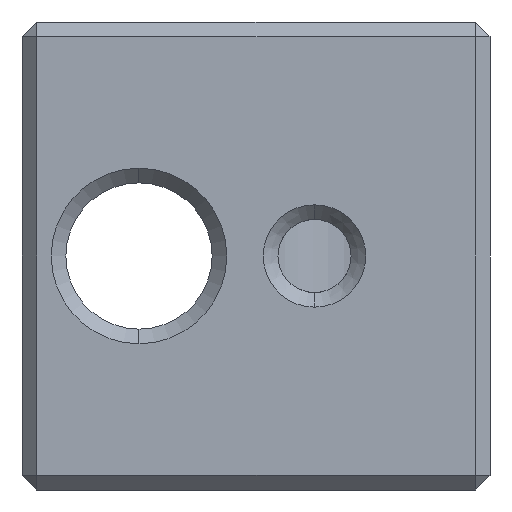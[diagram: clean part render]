
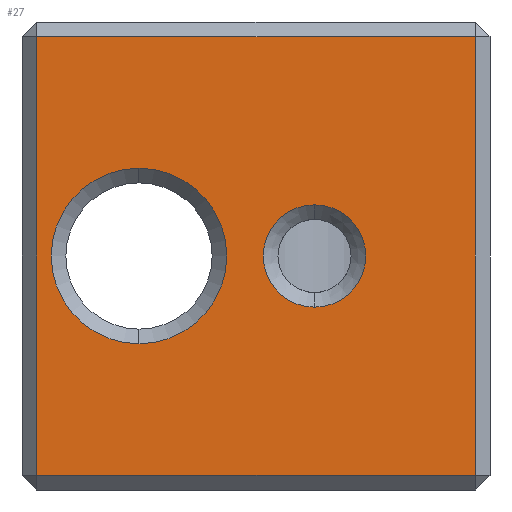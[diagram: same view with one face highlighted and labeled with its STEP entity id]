
A CAD part, front view. The second image highlights one B-rep face of the part: STEP entity #27.
In plain terms, the highlighted planar face has unit normal (0, -1, 0).
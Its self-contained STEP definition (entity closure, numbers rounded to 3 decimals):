
#4 = CARTESIAN_POINT ( 'NONE',  ( -7.5, 0., 7.5 ) ) ;
#27 = ADVANCED_FACE ( 'NONE', ( #1221, #660, #928 ), #1229, .F. ) ;
#32 = DIRECTION ( 'NONE',  ( 0., 0., 1. ) ) ;
#62 = ORIENTED_EDGE ( 'NONE', *, *, #547, .T. ) ;
#66 = DIRECTION ( 'NONE',  ( 0., 1., 0. ) ) ;
#88 = ORIENTED_EDGE ( 'NONE', *, *, #472, .T. ) ;
#105 = ORIENTED_EDGE ( 'NONE', *, *, #322, .T. ) ;
#140 = VECTOR ( 'NONE', #717, 1000. ) ;
#147 = VERTEX_POINT ( 'NONE', #4 ) ;
#153 = LINE ( 'NONE', #715, #140 ) ;
#171 = EDGE_CURVE ( 'NONE', #773, #147, #795, .T. ) ;
#212 = CIRCLE ( 'NONE', #944, 3. ) ;
#216 = DIRECTION ( 'NONE',  ( 0., 0., 1. ) ) ;
#222 = AXIS2_PLACEMENT_3D ( 'NONE', #981, #300, #702 ) ;
#243 = DIRECTION ( 'NONE',  ( 0., 0., 1. ) ) ;
#271 = VECTOR ( 'NONE', #410, 1000. ) ;
#300 = DIRECTION ( 'NONE',  ( 0., 1., 0. ) ) ;
#322 = EDGE_CURVE ( 'NONE', #803, #766, #1223, .T. ) ;
#329 = CARTESIAN_POINT ( 'NONE',  ( -4., 0., 0. ) ) ;
#335 = CARTESIAN_POINT ( 'NONE',  ( 0., 0., 0. ) ) ;
#351 = ORIENTED_EDGE ( 'NONE', *, *, #1031, .T. ) ;
#381 = ORIENTED_EDGE ( 'NONE', *, *, #523, .T. ) ;
#385 = EDGE_CURVE ( 'NONE', #766, #803, #889, .T. ) ;
#389 = LINE ( 'NONE', #808, #271 ) ;
#405 = DIRECTION ( 'NONE',  ( 0., 0., -1. ) ) ;
#410 = DIRECTION ( 'NONE',  ( 0., 0., 1. ) ) ;
#428 = DIRECTION ( 'NONE',  ( 0., 0., 1. ) ) ;
#437 = CARTESIAN_POINT ( 'NONE',  ( 7.5, 0., -7.5 ) ) ;
#451 = CARTESIAN_POINT ( 'NONE',  ( -7.5, 0., -7.5 ) ) ;
#470 = ORIENTED_EDGE ( 'NONE', *, *, #385, .T. ) ;
#472 = EDGE_CURVE ( 'NONE', #527, #773, #389, .T. ) ;
#485 = CARTESIAN_POINT ( 'NONE',  ( -4., 0., 0. ) ) ;
#498 = DIRECTION ( 'NONE',  ( 0., 1., 0. ) ) ;
#523 = EDGE_CURVE ( 'NONE', #771, #590, #212, .T. ) ;
#527 = VERTEX_POINT ( 'NONE', #437 ) ;
#547 = EDGE_CURVE ( 'NONE', #732, #527, #153, .T. ) ;
#557 = CARTESIAN_POINT ( 'NONE',  ( 0., 0., 7.5 ) ) ;
#562 = CARTESIAN_POINT ( 'NONE',  ( 7.5, 0., 7.5 ) ) ;
#590 = VERTEX_POINT ( 'NONE', #613 ) ;
#613 = CARTESIAN_POINT ( 'NONE',  ( -4., 0., -3. ) ) ;
#651 = ORIENTED_EDGE ( 'NONE', *, *, #171, .T. ) ;
#660 = FACE_BOUND ( 'NONE', #718, .T. ) ;
#702 = DIRECTION ( 'NONE',  ( 0., 0., 1. ) ) ;
#704 = AXIS2_PLACEMENT_3D ( 'NONE', #485, #884, #32 ) ;
#715 = CARTESIAN_POINT ( 'NONE',  ( 8., 0., -7.5 ) ) ;
#717 = DIRECTION ( 'NONE',  ( 1., 0., 0. ) ) ;
#718 = EDGE_LOOP ( 'NONE', ( #470, #105 ) ) ;
#719 = AXIS2_PLACEMENT_3D ( 'NONE', #1101, #498, #216 ) ;
#731 = EDGE_LOOP ( 'NONE', ( #62, #88, #651, #351 ) ) ;
#732 = VERTEX_POINT ( 'NONE', #451 ) ;
#751 = DIRECTION ( 'NONE',  ( -1., 0., 0. ) ) ;
#766 = VERTEX_POINT ( 'NONE', #1061 ) ;
#771 = VERTEX_POINT ( 'NONE', #869 ) ;
#773 = VERTEX_POINT ( 'NONE', #562 ) ;
#780 = LINE ( 'NONE', #914, #793 ) ;
#793 = VECTOR ( 'NONE', #405, 1000. ) ;
#795 = LINE ( 'NONE', #557, #1185 ) ;
#801 = ORIENTED_EDGE ( 'NONE', *, *, #923, .T. ) ;
#803 = VERTEX_POINT ( 'NONE', #962 ) ;
#808 = CARTESIAN_POINT ( 'NONE',  ( 7.5, 0., 0. ) ) ;
#822 = DIRECTION ( 'NONE',  ( 0., 1., 0. ) ) ;
#869 = CARTESIAN_POINT ( 'NONE',  ( -4., 0., 3. ) ) ;
#884 = DIRECTION ( 'NONE',  ( 0., 1., 0. ) ) ;
#889 = CIRCLE ( 'NONE', #719, 1.75 ) ;
#901 = EDGE_LOOP ( 'NONE', ( #801, #381 ) ) ;
#914 = CARTESIAN_POINT ( 'NONE',  ( -7.5, 0., -8. ) ) ;
#923 = EDGE_CURVE ( 'NONE', #590, #771, #1071, .T. ) ;
#928 = FACE_OUTER_BOUND ( 'NONE', #731, .T. ) ;
#944 = AXIS2_PLACEMENT_3D ( 'NONE', #329, #822, #428 ) ;
#962 = CARTESIAN_POINT ( 'NONE',  ( 2., 0., 1.75 ) ) ;
#981 = CARTESIAN_POINT ( 'NONE',  ( 2., 0., 0. ) ) ;
#1031 = EDGE_CURVE ( 'NONE', #147, #732, #780, .T. ) ;
#1061 = CARTESIAN_POINT ( 'NONE',  ( 2., 0., -1.75 ) ) ;
#1071 = CIRCLE ( 'NONE', #704, 3. ) ;
#1083 = AXIS2_PLACEMENT_3D ( 'NONE', #335, #66, #243 ) ;
#1101 = CARTESIAN_POINT ( 'NONE',  ( 2., 0., 0. ) ) ;
#1185 = VECTOR ( 'NONE', #751, 1000. ) ;
#1221 = FACE_BOUND ( 'NONE', #901, .T. ) ;
#1223 = CIRCLE ( 'NONE', #222, 1.75 ) ;
#1229 = PLANE ( 'NONE',  #1083 ) ;
